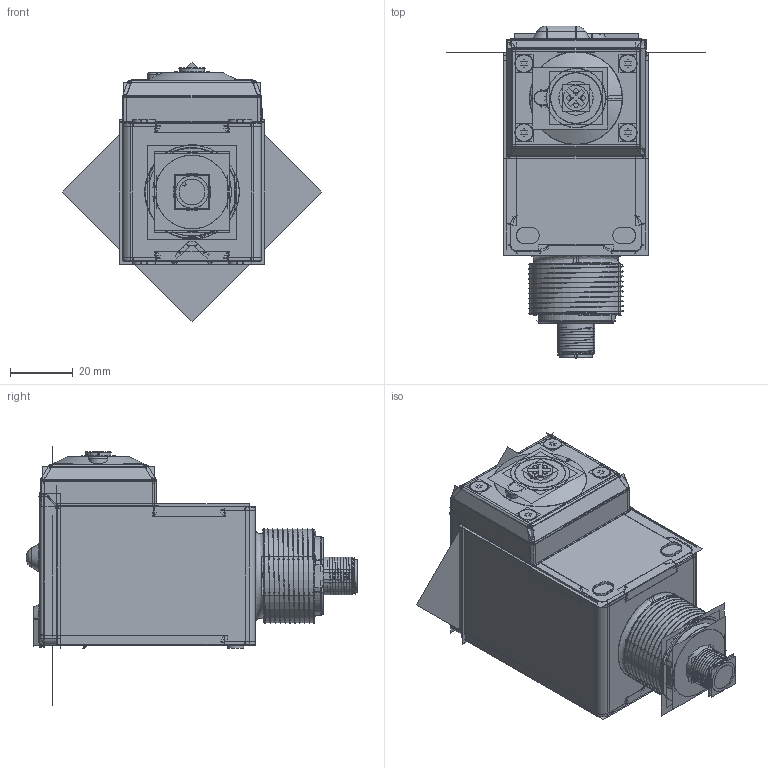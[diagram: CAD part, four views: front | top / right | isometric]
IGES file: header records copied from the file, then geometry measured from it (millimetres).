
Start section:  PTC IGES file: 156722.igs
Global section: file name: 156722.igs; native system: Creo Parametric by Parametric Technology Corporation; preprocessor: 2013230; author: pdmadmin; organization: Unknown; date: 20151116.082347; units: millimetre
Bounding box: 82.56 x 106.21 x 82.56 mm (x, y, z)
Volume: 74749.5 mm3; surface area: 363272.7 mm2
Topology: 14 solids, 14 shells, 2564 faces, 12806 edges, 16074 vertices
Faces by surface type: revolution 1336, bspline 1228
